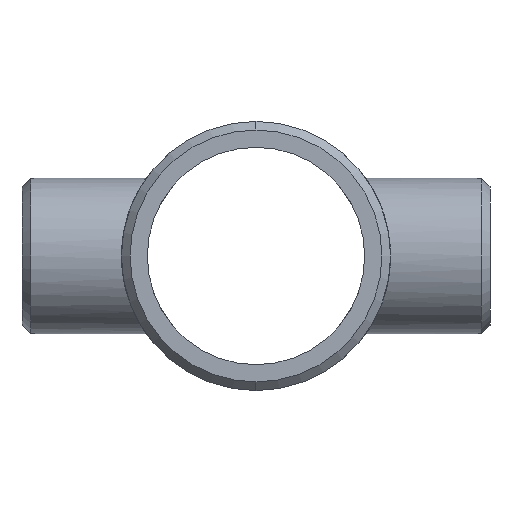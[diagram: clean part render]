
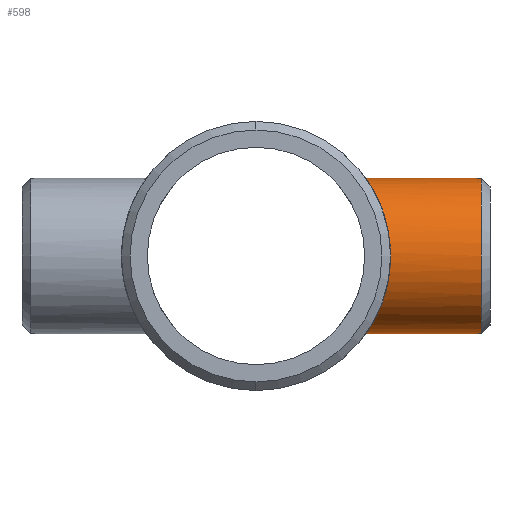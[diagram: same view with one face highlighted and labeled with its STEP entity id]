
A CAD part, left-side view. The second image highlights one B-rep face of the part: STEP entity #598.
In plain terms, the highlighted cylindrical face has radius 21.082 mm (diameter 42.164 mm), a partial arc.
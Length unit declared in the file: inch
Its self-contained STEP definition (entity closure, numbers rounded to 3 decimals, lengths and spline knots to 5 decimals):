
#6 = CARTESIAN_POINT ( 'NONE',  ( -0.02809, -1.17393, 0.82964 ) ) ;
#16 = CARTESIAN_POINT ( 'NONE',  ( -0.82426, -1.43417, 0.11185 ) ) ;
#19 = CARTESIAN_POINT ( 'NONE',  ( -0.78454, -1.41173, -0.27128 ) ) ;
#23 = CARTESIAN_POINT ( 'NONE',  ( -0.77487, -1.40638, 0.29777 ) ) ;
#34 = CARTESIAN_POINT ( 'NONE',  ( -0.80099, -1.42093, 0.21926 ) ) ;
#69 = VERTEX_POINT ( 'NONE', #815 ) ;
#109 = CARTESIAN_POINT ( 'NONE',  ( -0.41857, -1.2454, -0.7187 ) ) ;
#112 = CARTESIAN_POINT ( 'NONE',  ( -0.19238, -1.18903, -0.80787 ) ) ;
#117 = CARTESIAN_POINT ( 'NONE',  ( -0.81895, -1.43114, -0.13774 ) ) ;
#120 = DIRECTION ( 'NONE',  ( 0., 0., -1. ) ) ;
#124 = FACE_OUTER_BOUND ( 'NONE', #992, .T. ) ;
#143 = ORIENTED_EDGE ( 'NONE', *, *, #449, .T. ) ;
#155 = VERTEX_POINT ( 'NONE', #755 ) ;
#164 = CARTESIAN_POINT ( 'NONE',  ( -0.29724, -1.21049, 0.77542 ) ) ;
#171 = VECTOR ( 'NONE', #354, 39.37008 ) ;
#185 = CARTESIAN_POINT ( 'NONE',  ( 0., -1.17367, 0.83 ) ) ;
#192 = CARTESIAN_POINT ( 'NONE',  ( -0.13845, -1.18151, 0.81883 ) ) ;
#199 = CARTESIAN_POINT ( 'NONE',  ( -0.67267, -1.35271, -0.48697 ) ) ;
#202 = CARTESIAN_POINT ( 'NONE',  ( -0.82994, -1.43746, 0.05695 ) ) ;
#205 = CARTESIAN_POINT ( 'NONE',  ( -0.3718, -1.23022, -0.74402 ) ) ;
#210 = CARTESIAN_POINT ( 'NONE',  ( -0.7179, -1.37558, 0.41997 ) ) ;
#242 = CIRCLE ( 'NONE', #717, 0.83 ) ;
#256 = CARTESIAN_POINT ( 'NONE',  ( -0.60503, -1.32034, 0.56881 ) ) ;
#263 = CARTESIAN_POINT ( 'NONE',  ( 0., -2.408, 0. ) ) ;
#283 = CARTESIAN_POINT ( 'NONE',  ( -0.82724, -1.43591, -0.06899 ) ) ;
#293 = CARTESIAN_POINT ( 'NONE',  ( -0.78896, -1.4142, -0.25814 ) ) ;
#304 = CARTESIAN_POINT ( 'NONE',  ( -0.83002, -1.43751, -0.01307 ) ) ;
#336 = LINE ( 'NONE', #955, #391 ) ;
#342 = DIRECTION ( 'NONE',  ( 0., 1., 0. ) ) ;
#354 = DIRECTION ( 'NONE',  ( 0., 1., 0. ) ) ;
#371 = CARTESIAN_POINT ( 'NONE',  ( -0.01402, -1.17367, 0.83 ) ) ;
#374 = CARTESIAN_POINT ( 'NONE',  ( -0.60477, -1.32021, -0.56909 ) ) ;
#380 = CARTESIAN_POINT ( 'NONE',  ( -0.78429, -1.4116, 0.27198 ) ) ;
#383 = CARTESIAN_POINT ( 'NONE',  ( -0.74368, -1.38934, -0.37257 ) ) ;
#386 = EDGE_CURVE ( 'NONE', #1141, #590, #336, .T. ) ;
#389 = CARTESIAN_POINT ( 'NONE',  ( -0.21916, -1.19368, -0.80102 ) ) ;
#391 = VECTOR ( 'NONE', #1119, 39.37008 ) ;
#396 = CARTESIAN_POINT ( 'NONE',  ( -0.80781, -1.4248, 0.19261 ) ) ;
#439 = CARTESIAN_POINT ( 'NONE',  ( -0.41841, -1.24582, 0.71732 ) ) ;
#449 = EDGE_CURVE ( 'NONE', #1141, #155, #242, .T. ) ;
#451 = LINE ( 'NONE', #811, #171 ) ;
#458 = CARTESIAN_POINT ( 'NONE',  ( -0.11119, -1.17861, 0.82298 ) ) ;
#467 = CARTESIAN_POINT ( 'NONE',  ( -0.8012, -1.42105, -0.2185 ) ) ;
#472 = CARTESIAN_POINT ( 'NONE',  ( -0.82309, -1.43352, -0.11043 ) ) ;
#478 = CARTESIAN_POINT ( 'NONE',  ( -0.29736, -1.21052, -0.77537 ) ) ;
#486 = CARTESIAN_POINT ( 'NONE',  ( 0., -1.17367, -0.83 ) ) ;
#522 = CARTESIAN_POINT ( 'NONE',  ( -0.34703, -1.22367, 0.75445 ) ) ;
#529 = B_SPLINE_CURVE_WITH_KNOTS ( 'NONE', 3,
 ( #185, #371, #6, #543, #900, #458, #192, #607, #614, #966, #164, #522, #879, #439, #798, #707, #1059, #256, #975, #531, #739, #210, #831, #1004, #23, #380, #1002, #34, #396, #16, #202, #304, #736, #754, #283, #472, #117, #1096, #467, #293, #19, #657, #558, #383, #1008, #199, #646, #555, #374, #916, #666, #1093, #914, #109, #205, #478, #1108, #389, #112, #921, #652, #560, #1016, #486 ),
 .UNSPECIFIED., .F., .F.,
 ( 4, 2, 2, 2, 2, 2, 2, 2, 2, 2, 2, 2, 2, 2, 2, 2, 2, 2, 2, 2, 2, 2, 2, 2, 2, 2, 2, 2, 2, 2, 2, 4 ),
 ( 0.06747, 0.06852, 0.06957, 0.07167, 0.07378, 0.07588, 0.07799, 0.08009, 0.0843, 0.0864, 0.08851, 0.09272, 0.09377, 0.09482, 0.09693, 0.10113, 0.10219, 0.10324, 0.10534, 0.10745, 0.1085, 0.10955, 0.11376, 0.11586, 0.11797, 0.12007, 0.12218, 0.12638, 0.12849, 0.13059, 0.1327, 0.1348 ),
 .UNSPECIFIED. ) ;
#531 = CARTESIAN_POINT ( 'NONE',  ( -0.65705, -1.34499, 0.50784 ) ) ;
#543 = CARTESIAN_POINT ( 'NONE',  ( -0.05598, -1.17492, 0.82823 ) ) ;
#555 = CARTESIAN_POINT ( 'NONE',  ( -0.62262, -1.32851, -0.5495 ) ) ;
#556 = EDGE_CURVE ( 'NONE', #69, #590, #529, .T. ) ;
#558 = CARTESIAN_POINT ( 'NONE',  ( -0.77012, -1.40377, -0.30983 ) ) ;
#560 = CARTESIAN_POINT ( 'NONE',  ( -0.05602, -1.17469, -0.82857 ) ) ;
#590 = VERTEX_POINT ( 'NONE', #827 ) ;
#598 = ADVANCED_FACE ( 'NONE', ( #124 ), #661, .T. ) ;
#607 = CARTESIAN_POINT ( 'NONE',  ( -0.19235, -1.18903, 0.80787 ) ) ;
#614 = CARTESIAN_POINT ( 'NONE',  ( -0.21903, -1.19366, 0.80105 ) ) ;
#646 = CARTESIAN_POINT ( 'NONE',  ( -0.65655, -1.34474, -0.50848 ) ) ;
#652 = CARTESIAN_POINT ( 'NONE',  ( -0.11115, -1.1786, -0.82299 ) ) ;
#657 = CARTESIAN_POINT ( 'NONE',  ( -0.77513, -1.40652, -0.2971 ) ) ;
#661 = CYLINDRICAL_SURFACE ( 'NONE', #919, 0.83 ) ;
#666 = CARTESIAN_POINT ( 'NONE',  ( -0.54764, -1.29501, -0.62426 ) ) ;
#707 = CARTESIAN_POINT ( 'NONE',  ( -0.50804, -1.27824, 0.65853 ) ) ;
#712 = ORIENTED_EDGE ( 'NONE', *, *, #556, .T. ) ;
#717 = AXIS2_PLACEMENT_3D ( 'NONE', #263, #342, #887 ) ;
#736 = CARTESIAN_POINT ( 'NONE',  ( -0.82967, -1.43731, -0.02717 ) ) ;
#739 = CARTESIAN_POINT ( 'NONE',  ( -0.67312, -1.35293, 0.48634 ) ) ;
#754 = CARTESIAN_POINT ( 'NONE',  ( -0.82829, -1.43651, -0.0551 ) ) ;
#755 = CARTESIAN_POINT ( 'NONE',  ( 0., -2.408, 0.83 ) ) ;
#798 = CARTESIAN_POINT ( 'NONE',  ( -0.44143, -1.25377, 0.70339 ) ) ;
#811 = CARTESIAN_POINT ( 'NONE',  ( 0., -2.5, 0.83 ) ) ;
#815 = CARTESIAN_POINT ( 'NONE',  ( 0., -1.17367, 0.83 ) ) ;
#827 = CARTESIAN_POINT ( 'NONE',  ( 0., -1.17367, -0.83 ) ) ;
#831 = CARTESIAN_POINT ( 'NONE',  ( -0.74346, -1.38922, 0.37297 ) ) ;
#860 = ORIENTED_EDGE ( 'NONE', *, *, #1092, .T. ) ;
#879 = CARTESIAN_POINT ( 'NONE',  ( -0.37125, -1.23079, 0.74283 ) ) ;
#887 = DIRECTION ( 'NONE',  ( 0., 0., -1. ) ) ;
#900 = CARTESIAN_POINT ( 'NONE',  ( -0.06984, -1.17567, 0.82717 ) ) ;
#914 = CARTESIAN_POINT ( 'NONE',  ( -0.48493, -1.26974, -0.67413 ) ) ;
#916 = CARTESIAN_POINT ( 'NONE',  ( -0.56728, -1.30347, -0.60646 ) ) ;
#919 = AXIS2_PLACEMENT_3D ( 'NONE', #1012, #924, #120 ) ;
#921 = CARTESIAN_POINT ( 'NONE',  ( -0.13842, -1.1815, -0.81884 ) ) ;
#924 = DIRECTION ( 'NONE',  ( 0., 1., 0. ) ) ;
#955 = CARTESIAN_POINT ( 'NONE',  ( 0., -2.5, -0.83 ) ) ;
#966 = CARTESIAN_POINT ( 'NONE',  ( -0.27167, -1.20443, 0.78476 ) ) ;
#975 = CARTESIAN_POINT ( 'NONE',  ( -0.62293, -1.32866, 0.54916 ) ) ;
#988 = ORIENTED_EDGE ( 'NONE', *, *, #386, .F. ) ;
#992 = EDGE_LOOP ( 'NONE', ( #143, #860, #712, #988 ) ) ;
#1002 = CARTESIAN_POINT ( 'NONE',  ( -0.78873, -1.41407, 0.25884 ) ) ;
#1004 = CARTESIAN_POINT ( 'NONE',  ( -0.76987, -1.40363, 0.31046 ) ) ;
#1008 = CARTESIAN_POINT ( 'NONE',  ( -0.71797, -1.37561, -0.41992 ) ) ;
#1012 = CARTESIAN_POINT ( 'NONE',  ( 0., -2.5, 0. ) ) ;
#1016 = CARTESIAN_POINT ( 'NONE',  ( -0.02808, -1.17367, -0.83 ) ) ;
#1059 = CARTESIAN_POINT ( 'NONE',  ( -0.54882, -1.29522, 0.6249 ) ) ;
#1068 = CARTESIAN_POINT ( 'NONE',  ( 0., -2.408, -0.83 ) ) ;
#1092 = EDGE_CURVE ( 'NONE', #155, #69, #451, .T. ) ;
#1093 = CARTESIAN_POINT ( 'NONE',  ( -0.5065, -1.27816, -0.65808 ) ) ;
#1096 = CARTESIAN_POINT ( 'NONE',  ( -0.80801, -1.42491, -0.19178 ) ) ;
#1108 = CARTESIAN_POINT ( 'NONE',  ( -0.27182, -1.20446, -0.78471 ) ) ;
#1119 = DIRECTION ( 'NONE',  ( 0., 1., 0. ) ) ;
#1141 = VERTEX_POINT ( 'NONE', #1068 ) ;
